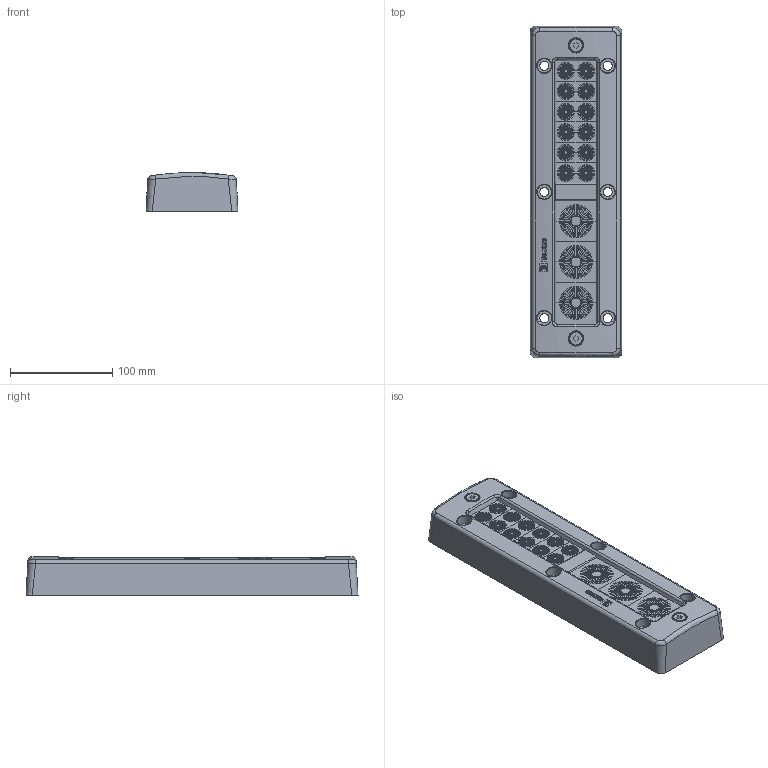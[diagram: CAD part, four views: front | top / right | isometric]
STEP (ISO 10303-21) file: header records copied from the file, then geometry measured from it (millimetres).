
FILE_DESCRIPTION(/* description */ (''),/* implementation_level */ '2;1');
FILE_NAME(/* name */ 'EZ00000002415.stp',/* time_stamp */ '2021-01-21T09:03:40+01:00',/* author */ ('LA'),/* organization */ (''),/* preprocessor_version */ 'ST-DEVELOPER v17.2',/* originating_system */ 'Autodesk Inventor 2019',/* authorisation */ '');
FILE_SCHEMA (('AUTOMOTIVE_DESIGN { 1 0 10303 214 3 1 1 }'));
Length unit declared in the file: centimetre
Products named in the file (1): Part8
Bounding box: 90 x 325 x 38 mm (x, y, z)
Volume: 945078.7 mm3; surface area: 94856.1 mm2
Topology: 1 solids, 1 shells, 934 faces, 2056 edges, 1148 vertices
Faces by surface type: plane 811, bspline 73, cylinder 44, cone 4, torus 2
Full cylindrical faces by diameter (mm): 9 x6, 13 x2, 14 x8
Entity records: 28571 total; most frequent: CARTESIAN_POINT 7126, DIRECTION 4485, ORIENTED_EDGE 4108, EDGE_CURVE 2054, AXIS2_PLACEMENT_3D 1716, VERTEX_POINT 1150, LINE 1053, VECTOR 1053
